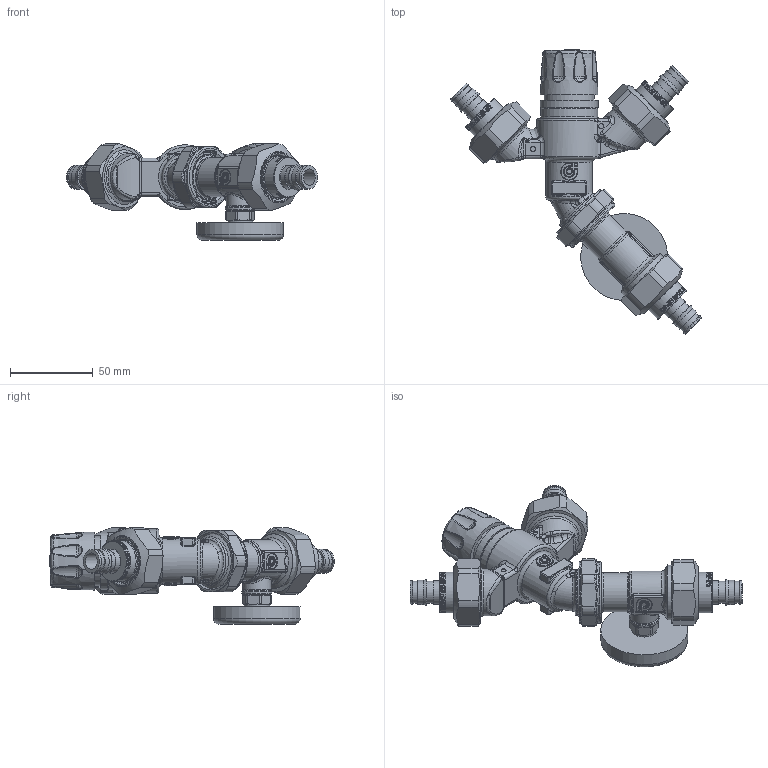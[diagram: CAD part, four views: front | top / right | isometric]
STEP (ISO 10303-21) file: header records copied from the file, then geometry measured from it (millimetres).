
FILE_DESCRIPTION(/* description */ (''),/* implementation_level */ '2;1');
FILE_NAME(/* name */ '520415A.stp',/* time_stamp */ '2025-07-09T09:44:28-05:00',/* author */ ('ischreiner'),/* organization */ (''),/* preprocessor_version */ 'ST-DEVELOPER v20',/* originating_system */ 'Autodesk Inventor 2024',/* authorisation */ '');
FILE_SCHEMA (('AUTOMOTIVE_DESIGN { 1 0 10303 214 3 1 1 }'));
Products named in the file (5): 520415A; New 520051A body; F0002152 PEX 1960 tailpiece 0.5 inch; NA10358_Simplify_1; F61008 - 1 inch union nut
Assembly tree (8 placements, depth 2):
  520415A
    New 520051A body
    F0002152 PEX 1960 tailpiece 0.5 inch  x3
    NA10358_Simplify_1
    F61008 - 1 inch union nut  x3
Bounding box: 151.28 x 171.36 x 57.97 mm (x, y, z)
Volume: 230582.8 mm3; surface area: 69663.6 mm2
Topology: 12 solids, 12 shells, 2875 faces, 7248 edges, 4430 vertices
Faces by surface type: bspline 1013, plane 921, cylinder 578, torus 175, sphere 112, cone 76
Full cylindrical faces by diameter (mm): 3 x2, 9.017 x1, 9.906 x3, 11.176 x1, 11.227 x1, 12.954 x1, 13.284 x6, 13.6 x1, 14.097 x3, 14.605 x3, 15.24 x1, 15.875 x1, 17 x1, 18 x1, 19.939 x3, 23.5 x1, 24 x1, 24.384 x3, 25.908 x3, 26.924 x3, 27.7 x1, 28 x2, 29.6 x1, 29.972 x3, 30.302 x3, 30.5 x1, 33.1 x4, 34.5 x1, 37 x2, 52.324 x1
Entity records: 95581 total; most frequent: CARTESIAN_POINT 55635, ORIENTED_EDGE 8686, DIRECTION 7269, EDGE_CURVE 4343, AXIS2_PLACEMENT_3D 2911, VERTEX_POINT 2585, EDGE_LOOP 1938, FACE_OUTER_BOUND 1853
